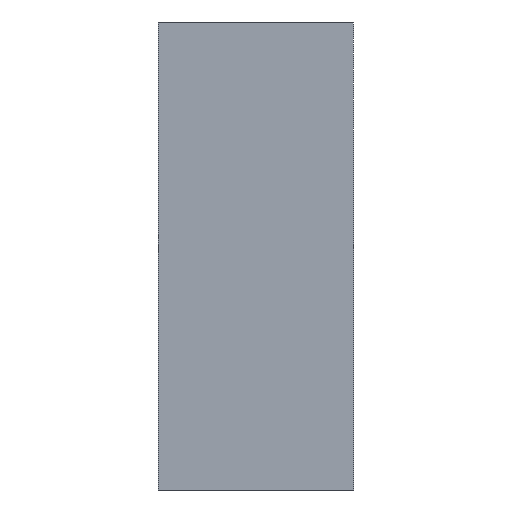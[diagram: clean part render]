
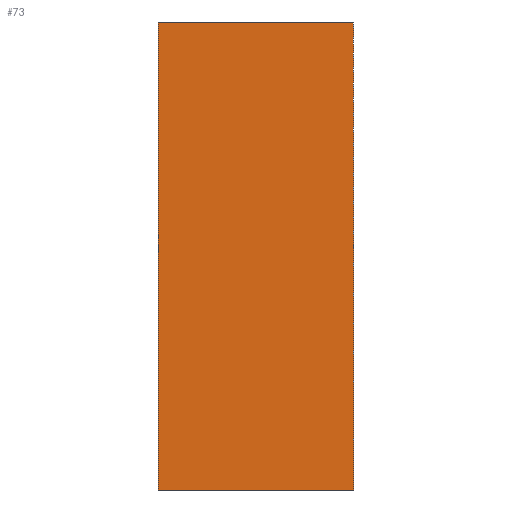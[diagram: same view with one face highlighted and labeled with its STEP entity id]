
A CAD part, front view. The second image highlights one B-rep face of the part: STEP entity #73.
In plain terms, the highlighted planar face has unit normal (0, -1, 0).
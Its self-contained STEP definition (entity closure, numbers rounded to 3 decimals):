
#1 = DIRECTION ( 'NONE',  ( 1., 0., 0. ) ) ;
#15 = DIRECTION ( 'NONE',  ( 0., 0., -1. ) ) ;
#17 = ORIENTED_EDGE ( 'NONE', *, *, #392, .T. ) ;
#23 = VECTOR ( 'NONE', #205, 1000. ) ;
#34 = FACE_OUTER_BOUND ( 'NONE', #366, .T. ) ;
#48 = CARTESIAN_POINT ( 'NONE',  ( 0., 0., 60. ) ) ;
#52 = EDGE_CURVE ( 'NONE', #155, #307, #177, .T. ) ;
#73 = ADVANCED_FACE ( 'NONE', ( #34 ), #274, .F. ) ;
#76 = DIRECTION ( 'NONE',  ( 0., 1., 0. ) ) ;
#80 = LINE ( 'NONE', #158, #360 ) ;
#117 = VECTOR ( 'NONE', #383, 1000. ) ;
#134 = LINE ( 'NONE', #353, #117 ) ;
#137 = EDGE_CURVE ( 'NONE', #316, #217, #187, .T. ) ;
#139 = CARTESIAN_POINT ( 'NONE',  ( 25., 0., 60. ) ) ;
#142 = VECTOR ( 'NONE', #15, 1000. ) ;
#155 = VERTEX_POINT ( 'NONE', #209 ) ;
#158 = CARTESIAN_POINT ( 'NONE',  ( 0., 0., 0. ) ) ;
#177 = LINE ( 'NONE', #139, #142 ) ;
#187 = LINE ( 'NONE', #280, #23 ) ;
#205 = DIRECTION ( 'NONE',  ( 0., 0., -1. ) ) ;
#209 = CARTESIAN_POINT ( 'NONE',  ( 25., 0., 60. ) ) ;
#217 = VERTEX_POINT ( 'NONE', #255 ) ;
#226 = AXIS2_PLACEMENT_3D ( 'NONE', #48, #76, #401 ) ;
#239 = ORIENTED_EDGE ( 'NONE', *, *, #52, .F. ) ;
#255 = CARTESIAN_POINT ( 'NONE',  ( 0., 0., 0. ) ) ;
#274 = PLANE ( 'NONE',  #226 ) ;
#278 = ORIENTED_EDGE ( 'NONE', *, *, #137, .T. ) ;
#280 = CARTESIAN_POINT ( 'NONE',  ( 0., 0., 60. ) ) ;
#287 = CARTESIAN_POINT ( 'NONE',  ( 25., 0., 0. ) ) ;
#307 = VERTEX_POINT ( 'NONE', #287 ) ;
#316 = VERTEX_POINT ( 'NONE', #317 ) ;
#317 = CARTESIAN_POINT ( 'NONE',  ( 0., 0., 60. ) ) ;
#336 = ORIENTED_EDGE ( 'NONE', *, *, #350, .F. ) ;
#350 = EDGE_CURVE ( 'NONE', #316, #155, #134, .T. ) ;
#353 = CARTESIAN_POINT ( 'NONE',  ( 0., 0., 60. ) ) ;
#360 = VECTOR ( 'NONE', #1, 1000. ) ;
#366 = EDGE_LOOP ( 'NONE', ( #17, #239, #336, #278 ) ) ;
#383 = DIRECTION ( 'NONE',  ( 1., 0., 0. ) ) ;
#392 = EDGE_CURVE ( 'NONE', #217, #307, #80, .T. ) ;
#401 = DIRECTION ( 'NONE',  ( 0., 0., 1. ) ) ;
